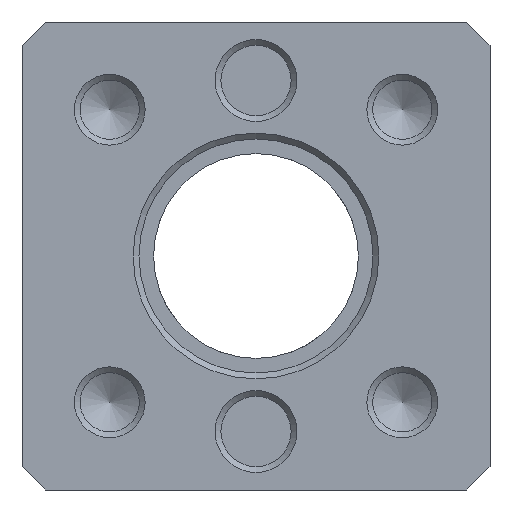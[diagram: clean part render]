
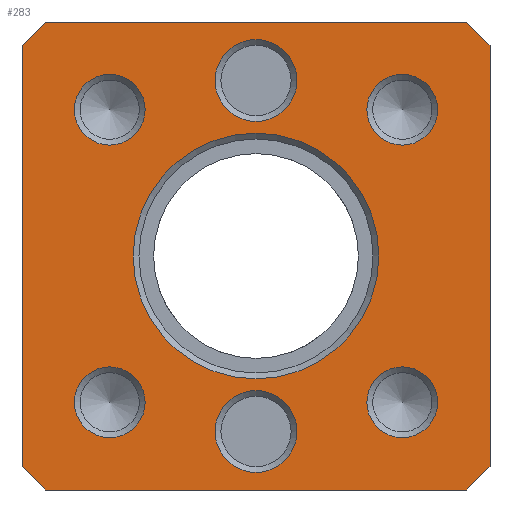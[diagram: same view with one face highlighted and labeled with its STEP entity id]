
A CAD part, front view. The second image highlights one B-rep face of the part: STEP entity #283.
In plain terms, the highlighted planar face has unit normal (0, -1, 0).
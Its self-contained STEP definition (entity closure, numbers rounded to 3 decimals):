
#283 = ADVANCED_FACE( '', ( #684, #685, #686, #687, #688, #689, #690, #691 ), #692, .T. );
#684 = FACE_BOUND( '', #1648, .T. );
#685 = FACE_BOUND( '', #1649, .T. );
#686 = FACE_BOUND( '', #1650, .T. );
#687 = FACE_BOUND( '', #1651, .T. );
#688 = FACE_BOUND( '', #1652, .T. );
#689 = FACE_BOUND( '', #1653, .T. );
#690 = FACE_BOUND( '', #1654, .T. );
#691 = FACE_OUTER_BOUND( '', #1655, .T. );
#692 = PLANE( '', #1656 );
#1648 = EDGE_LOOP( '', ( #2619 ) );
#1649 = EDGE_LOOP( '', ( #2620 ) );
#1650 = EDGE_LOOP( '', ( #2621 ) );
#1651 = EDGE_LOOP( '', ( #2622 ) );
#1652 = EDGE_LOOP( '', ( #2623 ) );
#1653 = EDGE_LOOP( '', ( #2624 ) );
#1654 = EDGE_LOOP( '', ( #2625 ) );
#1655 = EDGE_LOOP( '', ( #2626, #2627, #2628, #2629, #2630, #2631, #2632, #2633 ) );
#1656 = AXIS2_PLACEMENT_3D( '', #2634, #2635, #2636 );
#2619 = ORIENTED_EDGE( '', *, *, #2981, .T. );
#2620 = ORIENTED_EDGE( '', *, *, #3036, .T. );
#2621 = ORIENTED_EDGE( '', *, *, #3157, .T. );
#2622 = ORIENTED_EDGE( '', *, *, #3107, .T. );
#2623 = ORIENTED_EDGE( '', *, *, #2976, .T. );
#2624 = ORIENTED_EDGE( '', *, *, #3005, .T. );
#2625 = ORIENTED_EDGE( '', *, *, #3158, .T. );
#2626 = ORIENTED_EDGE( '', *, *, #3159, .T. );
#2627 = ORIENTED_EDGE( '', *, *, #3129, .T. );
#2628 = ORIENTED_EDGE( '', *, *, #3057, .T. );
#2629 = ORIENTED_EDGE( '', *, *, #3160, .T. );
#2630 = ORIENTED_EDGE( '', *, *, #3143, .T. );
#2631 = ORIENTED_EDGE( '', *, *, #3102, .T. );
#2632 = ORIENTED_EDGE( '', *, *, #3161, .T. );
#2633 = ORIENTED_EDGE( '', *, *, #3153, .T. );
#2634 = CARTESIAN_POINT( '', ( -40., -225.5, -40. ) );
#2635 = DIRECTION( '', ( 0., -1., 0. ) );
#2636 = DIRECTION( '', ( 0., 0., -1. ) );
#2976 = EDGE_CURVE( '', #3268, #3268, #3269, .F. );
#2981 = EDGE_CURVE( '', #3276, #3276, #3277, .F. );
#3005 = EDGE_CURVE( '', #3315, #3315, #3316, .F. );
#3036 = EDGE_CURVE( '', #3360, #3360, #3361, .F. );
#3057 = EDGE_CURVE( '', #3391, #3392, #3393, .T. );
#3102 = EDGE_CURVE( '', #3467, #3468, #3469, .F. );
#3107 = EDGE_CURVE( '', #3475, #3475, #3476, .F. );
#3129 = EDGE_CURVE( '', #3506, #3391, #3507, .F. );
#3143 = EDGE_CURVE( '', #3529, #3467, #3530, .T. );
#3153 = EDGE_CURVE( '', #3541, #3542, #3543, .F. );
#3157 = EDGE_CURVE( '', #3547, #3547, #3548, .F. );
#3158 = EDGE_CURVE( '', #3549, #3549, #3550, .F. );
#3159 = EDGE_CURVE( '', #3542, #3506, #3551, .T. );
#3160 = EDGE_CURVE( '', #3392, #3529, #3552, .F. );
#3161 = EDGE_CURVE( '', #3468, #3541, #3553, .T. );
#3268 = VERTEX_POINT( '', #3770 );
#3269 = CIRCLE( '', #3771, 6.053 );
#3276 = VERTEX_POINT( '', #3864 );
#3277 = CIRCLE( '', #3865, 21. );
#3315 = VERTEX_POINT( '', #3988 );
#3316 = CIRCLE( '', #3989, 7. );
#3360 = VERTEX_POINT( '', #4299 );
#3361 = CIRCLE( '', #4300, 6.053 );
#3391 = VERTEX_POINT( '', #4378 );
#3392 = VERTEX_POINT( '', #4379 );
#3393 = LINE( '', #4380, #4381 );
#3467 = VERTEX_POINT( '', #4721 );
#3468 = VERTEX_POINT( '', #4722 );
#3469 = LINE( '', #4723, #4724 );
#3475 = VERTEX_POINT( '', #4732 );
#3476 = CIRCLE( '', #4733, 6.053 );
#3506 = VERTEX_POINT( '', #4811 );
#3507 = LINE( '', #4812, #4813 );
#3529 = VERTEX_POINT( '', #4873 );
#3530 = LINE( '', #4874, #4875 );
#3541 = VERTEX_POINT( '', #4887 );
#3542 = VERTEX_POINT( '', #4888 );
#3543 = LINE( '', #4889, #4890 );
#3547 = VERTEX_POINT( '', #4896 );
#3548 = CIRCLE( '', #4897, 7. );
#3549 = VERTEX_POINT( '', #4898 );
#3550 = CIRCLE( '', #4899, 6.053 );
#3551 = LINE( '', #4900, #4901 );
#3552 = LINE( '', #4902, #4903 );
#3553 = LINE( '', #4904, #4905 );
#3770 = CARTESIAN_POINT( '', ( 25., -225.5, 18.947 ) );
#3771 = AXIS2_PLACEMENT_3D( '', #5489, #5490, #5491 );
#3864 = CARTESIAN_POINT( '', ( 0., -225.5, -21. ) );
#3865 = AXIS2_PLACEMENT_3D( '', #5495, #5496, #5497 );
#3988 = CARTESIAN_POINT( '', ( 0., -225.5, 23. ) );
#3989 = AXIS2_PLACEMENT_3D( '', #5534, #5535, #5536 );
#4299 = CARTESIAN_POINT( '', ( -25., -225.5, -31.053 ) );
#4300 = AXIS2_PLACEMENT_3D( '', #5567, #5568, #5569 );
#4378 = CARTESIAN_POINT( '', ( -36., -225.5, -40. ) );
#4379 = CARTESIAN_POINT( '', ( 36., -225.5, -40. ) );
#4380 = CARTESIAN_POINT( '', ( -40., -225.5, -40. ) );
#4381 = VECTOR( '', #5600, 1000. );
#4721 = CARTESIAN_POINT( '', ( 40., -225.5, 36. ) );
#4722 = CARTESIAN_POINT( '', ( 36., -225.5, 40. ) );
#4723 = CARTESIAN_POINT( '', ( 38., -225.5, 38. ) );
#4724 = VECTOR( '', #5659, 1000. );
#4732 = CARTESIAN_POINT( '', ( 25., -225.5, -31.053 ) );
#4733 = AXIS2_PLACEMENT_3D( '', #5665, #5666, #5667 );
#4811 = CARTESIAN_POINT( '', ( -40., -225.5, -36. ) );
#4812 = CARTESIAN_POINT( '', ( -38., -225.5, -38. ) );
#4813 = VECTOR( '', #5692, 1000. );
#4873 = CARTESIAN_POINT( '', ( 40., -225.5, -36. ) );
#4874 = CARTESIAN_POINT( '', ( 40., -225.5, -40. ) );
#4875 = VECTOR( '', #5715, 1000. );
#4887 = CARTESIAN_POINT( '', ( -36., -225.5, 40. ) );
#4888 = CARTESIAN_POINT( '', ( -40., -225.5, 36. ) );
#4889 = CARTESIAN_POINT( '', ( -78., -225.5, -2. ) );
#4890 = VECTOR( '', #5723, 1000. );
#4896 = CARTESIAN_POINT( '', ( 0., -225.5, -37. ) );
#4897 = AXIS2_PLACEMENT_3D( '', #5726, #5727, #5728 );
#4898 = CARTESIAN_POINT( '', ( -25., -225.5, 18.947 ) );
#4899 = AXIS2_PLACEMENT_3D( '', #5729, #5730, #5731 );
#4900 = CARTESIAN_POINT( '', ( -40., -225.5, 40. ) );
#4901 = VECTOR( '', #5732, 1000. );
#4902 = CARTESIAN_POINT( '', ( -2., -225.5, -78. ) );
#4903 = VECTOR( '', #5733, 1000. );
#4904 = CARTESIAN_POINT( '', ( 40., -225.5, 40. ) );
#4905 = VECTOR( '', #5734, 1000. );
#5489 = CARTESIAN_POINT( '', ( 25., -225.5, 25. ) );
#5490 = DIRECTION( '', ( 0., -1., 0. ) );
#5491 = DIRECTION( '', ( 0., 0., -1. ) );
#5495 = CARTESIAN_POINT( '', ( 0., -225.5, 0. ) );
#5496 = DIRECTION( '', ( 0., -1., 0. ) );
#5497 = DIRECTION( '', ( 0., 0., -1. ) );
#5534 = CARTESIAN_POINT( '', ( 0., -225.5, 30. ) );
#5535 = DIRECTION( '', ( 0., -1., 0. ) );
#5536 = DIRECTION( '', ( 0., 0., -1. ) );
#5567 = CARTESIAN_POINT( '', ( -25., -225.5, -25. ) );
#5568 = DIRECTION( '', ( 0., -1., 0. ) );
#5569 = DIRECTION( '', ( 0., 0., -1. ) );
#5600 = DIRECTION( '', ( 1., 0., 0. ) );
#5659 = DIRECTION( '', ( 0.707, 0., -0.707 ) );
#5665 = CARTESIAN_POINT( '', ( 25., -225.5, -25. ) );
#5666 = DIRECTION( '', ( 0., -1., 0. ) );
#5667 = DIRECTION( '', ( 0., 0., -1. ) );
#5692 = DIRECTION( '', ( -0.707, 0., 0.707 ) );
#5715 = DIRECTION( '', ( 0., 0., 1. ) );
#5723 = DIRECTION( '', ( 0.707, 0., 0.707 ) );
#5726 = CARTESIAN_POINT( '', ( 0., -225.5, -30. ) );
#5727 = DIRECTION( '', ( 0., -1., 0. ) );
#5728 = DIRECTION( '', ( 0., 0., -1. ) );
#5729 = CARTESIAN_POINT( '', ( -25., -225.5, 25. ) );
#5730 = DIRECTION( '', ( 0., -1., 0. ) );
#5731 = DIRECTION( '', ( 0., 0., -1. ) );
#5732 = DIRECTION( '', ( 0., 0., -1. ) );
#5733 = DIRECTION( '', ( -0.707, 0., -0.707 ) );
#5734 = DIRECTION( '', ( -1., 0., 0. ) );
